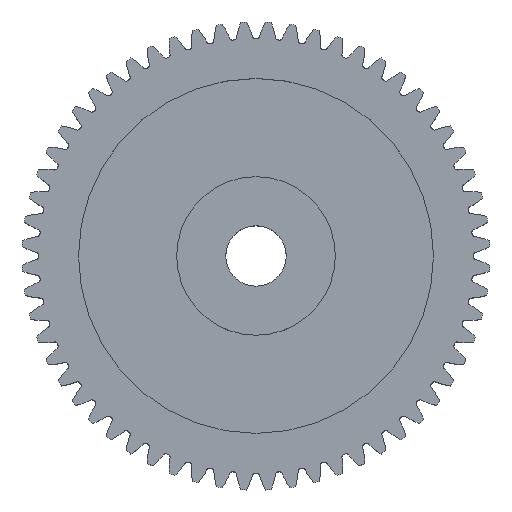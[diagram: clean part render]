
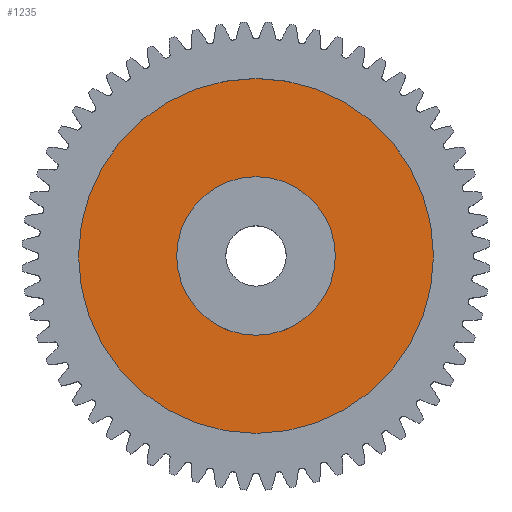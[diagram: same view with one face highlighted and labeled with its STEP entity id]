
A CAD part, top view. The second image highlights one B-rep face of the part: STEP entity #1235.
In plain terms, the highlighted planar face has unit normal (0, 0, 1).
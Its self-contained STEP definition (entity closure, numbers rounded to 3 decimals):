
#1050 = ORIENTED_EDGE ( 'NONE', *, *, #4749, .F. ) ;
#1077 = EDGE_LOOP ( 'NONE', ( #1080, #1236 ) ) ;
#1080 = ORIENTED_EDGE ( 'NONE', *, *, #4767, .T. ) ;
#1081 = EDGE_CURVE ( 'NONE', #4747, #4742, #6558, .T. ) ;
#1235 = ADVANCED_FACE ( 'NONE', ( #6837, #6836 ), #6835, .F. ) ;
#1236 = ORIENTED_EDGE ( 'NONE', *, *, #1252, .T. ) ;
#1237 = EDGE_LOOP ( 'NONE', ( #1238, #1050 ) ) ;
#1238 = ORIENTED_EDGE ( 'NONE', *, *, #1081, .F. ) ;
#1252 = EDGE_CURVE ( 'NONE', #4761, #4769, #6754, .T. ) ;
#4742 = VERTEX_POINT ( 'NONE', #13141 ) ;
#4747 = VERTEX_POINT ( 'NONE', #13173 ) ;
#4749 = EDGE_CURVE ( 'NONE', #4742, #4747, #13165, .T. ) ;
#4761 = VERTEX_POINT ( 'NONE', #13152 ) ;
#4767 = EDGE_CURVE ( 'NONE', #4769, #4761, #12950, .T. ) ;
#4769 = VERTEX_POINT ( 'NONE', #12952 ) ;
#6470 = DIRECTION ( 'NONE',  ( -1., 0., 0. ) ) ;
#6471 = DIRECTION ( 'NONE',  ( 0., 0., -1. ) ) ;
#6472 = AXIS2_PLACEMENT_3D ( 'NONE', #6484, #6471, #6470 ) ;
#6484 = CARTESIAN_POINT ( 'NONE',  ( 0., 0., 6.8 ) ) ;
#6558 = CIRCLE ( 'NONE', #6472, 23.5 ) ;
#6751 = DIRECTION ( 'NONE',  ( -1., 0., 0. ) ) ;
#6752 = DIRECTION ( 'NONE',  ( 0., 0., -1. ) ) ;
#6753 = AXIS2_PLACEMENT_3D ( 'NONE', #6819, #6752, #6751 ) ;
#6754 = CIRCLE ( 'NONE', #6753, 10.5 ) ;
#6776 = CARTESIAN_POINT ( 'NONE',  ( 0., 0., 6.8 ) ) ;
#6784 = DIRECTION ( 'NONE',  ( 0., 0., -1. ) ) ;
#6802 = AXIS2_PLACEMENT_3D ( 'NONE', #6776, #6784, #6828 ) ;
#6819 = CARTESIAN_POINT ( 'NONE',  ( 0., 0., 6.8 ) ) ;
#6828 = DIRECTION ( 'NONE',  ( -1., 0., 0. ) ) ;
#6835 = PLANE ( 'NONE',  #6802 ) ;
#6836 = FACE_OUTER_BOUND ( 'NONE', #1237, .T. ) ;
#6837 = FACE_BOUND ( 'NONE', #1077, .T. ) ;
#12948 = DIRECTION ( 'NONE',  ( -1., 0., 0. ) ) ;
#12949 = AXIS2_PLACEMENT_3D ( 'NONE', #12965, #13166, #12948 ) ;
#12950 = CIRCLE ( 'NONE', #12949, 10.5 ) ;
#12952 = CARTESIAN_POINT ( 'NONE',  ( -10.5, 0., 6.8 ) ) ;
#12965 = CARTESIAN_POINT ( 'NONE',  ( 0., 0., 6.8 ) ) ;
#13141 = CARTESIAN_POINT ( 'NONE',  ( 23.5, 0., 6.8 ) ) ;
#13152 = CARTESIAN_POINT ( 'NONE',  ( 10.5, 0., 6.8 ) ) ;
#13159 = DIRECTION ( 'NONE',  ( -1., 0., 0. ) ) ;
#13160 = DIRECTION ( 'NONE',  ( 0., 0., -1. ) ) ;
#13161 = CARTESIAN_POINT ( 'NONE',  ( 0., 0., 6.8 ) ) ;
#13162 = AXIS2_PLACEMENT_3D ( 'NONE', #13161, #13160, #13159 ) ;
#13165 = CIRCLE ( 'NONE', #13162, 23.5 ) ;
#13166 = DIRECTION ( 'NONE',  ( 0., 0., -1. ) ) ;
#13173 = CARTESIAN_POINT ( 'NONE',  ( -23.5, 0., 6.8 ) ) ;
